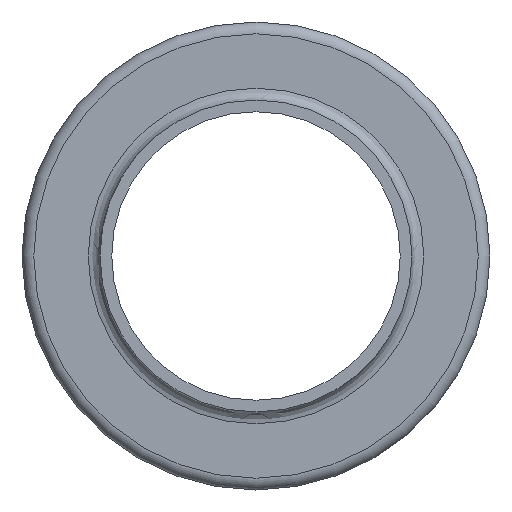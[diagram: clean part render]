
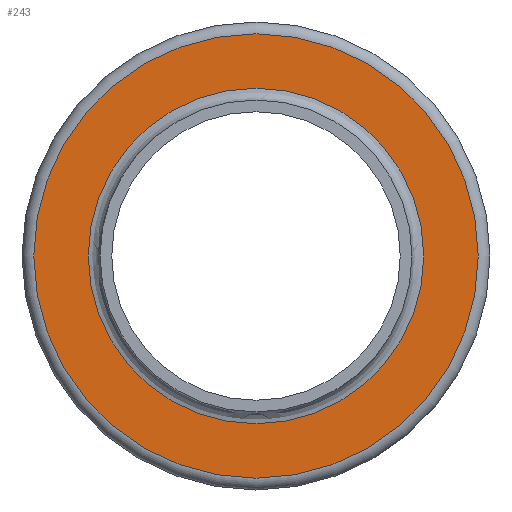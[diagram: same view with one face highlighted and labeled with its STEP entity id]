
A CAD part, left-side view. The second image highlights one B-rep face of the part: STEP entity #243.
In plain terms, the highlighted planar face has unit normal (-1, 0, 0).
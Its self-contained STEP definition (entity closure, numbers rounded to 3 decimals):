
#209=CARTESIAN_POINT('',(-50.,21.515,0.0));
#210=VERTEX_POINT('',#209);
#211=CARTESIAN_POINT('',(-50.,0.0,0.0));
#212=DIRECTION('',(1.0,0.0,0.0));
#213=DIRECTION('',(0.0,1.0,0.0));
#214=AXIS2_PLACEMENT_3D('',#211,#212,#213);
#215=CIRCLE('',#214,21.515);
#216=EDGE_CURVE('',#210,#210,#215,.T.);
#224=CARTESIAN_POINT('',(-50.,25.008,0.0));
#225=DIRECTION('',(-1.0,0.0,0.0));
#226=DIRECTION('',(0.0,0.0,1.0));
#227=AXIS2_PLACEMENT_3D('',#224,#225,#226);
#228=PLANE('',#227);
#229=CARTESIAN_POINT('',(-50.,28.5,0.0));
#230=VERTEX_POINT('',#229);
#231=CARTESIAN_POINT('',(-50.,0.0,0.0));
#232=DIRECTION('',(1.0,0.0,0.0));
#233=DIRECTION('',(0.0,1.0,0.0));
#234=AXIS2_PLACEMENT_3D('',#231,#232,#233);
#235=CIRCLE('',#234,28.5);
#236=EDGE_CURVE('',#230,#230,#235,.T.);
#237=ORIENTED_EDGE('',*,*,#236,.F.);
#238=EDGE_LOOP('',(#237));
#239=FACE_OUTER_BOUND('',#238,.T.);
#240=ORIENTED_EDGE('',*,*,#216,.T.);
#241=EDGE_LOOP('',(#240));
#242=FACE_BOUND('',#241,.T.);
#243=ADVANCED_FACE('',(#239,#242),#228,.T.);
